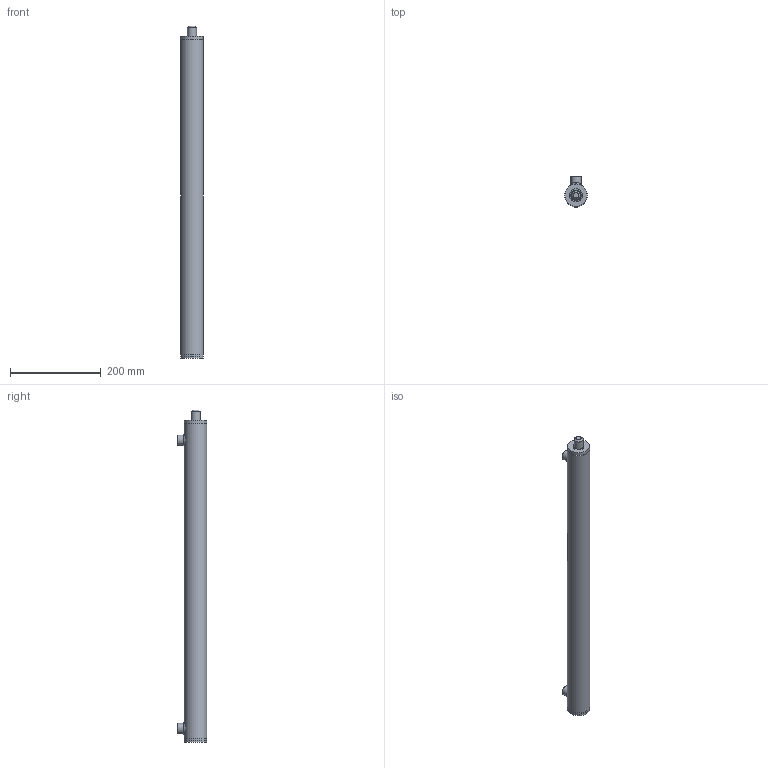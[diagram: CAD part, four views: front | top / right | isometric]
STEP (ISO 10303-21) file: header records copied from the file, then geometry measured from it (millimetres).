
FILE_DESCRIPTION(/* description */ (''),/* implementation_level */ '2;1');
FILE_NAME(/* name */ 'CY0400200600A00A00-1.stp',/* time_stamp */ '2025-11-25T10:41:45+01:00',/* author */ ('muc'),/* organization */ (''),/* preprocessor_version */ 'ST-DEVELOPER v20',/* originating_system */ 'Autodesk Inventor 2022',/* authorisation */ '');
FILE_SCHEMA (('AUTOMOTIVE_DESIGN { 1 0 10303 214 3 1 1 }'));
Length unit declared in the file: millimetre
Products named in the file (8): CY0400200600A00A00-1; CY0400200600A00A00-1_1; Rør; NBT005004020-1; NBBORSG1-4; Stok; NBP000040015-1; NBF000040050
Assembly tree (8 placements, depth 2):
  CY0400200600A00A00-1
    CY0400200600A00A00-1_1
    Rør
    NBT005004020-1
    NBBORSG1-4  x2
    Stok
    NBP000040015-1
    NBF000040050
Bounding box: 50 x 65.82 x 730 mm (x, y, z)
Volume: 798463.4 mm3; surface area: 277618.1 mm2
Topology: 10 solids, 10 shells, 98 faces, 197 edges, 134 vertices
Faces by surface type: cylinder 41, plane 31, cone 24, bspline 2
Full cylindrical faces by diameter (mm): 6 x2, 11.445 x2, 14 x1, 15 x3, 20 x4, 20.24 x1, 22 x4, 23 x2, 28 x1, 28.6 x1, 30 x1, 35 x2, 36 x1, 40 x7, 42 x1, 43.376 x1, 44 x1, 49 x1, 50 x3
Entity records: 3676 total; most frequent: CARTESIAN_POINT 1289, DIRECTION 475, ORIENTED_EDGE 372, AXIS2_PLACEMENT_3D 207, EDGE_CURVE 186, VERTEX_POINT 125, EDGE_LOOP 123, CIRCLE 101
